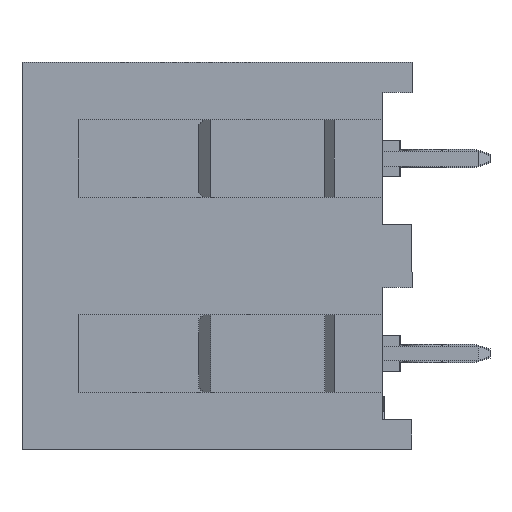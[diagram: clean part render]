
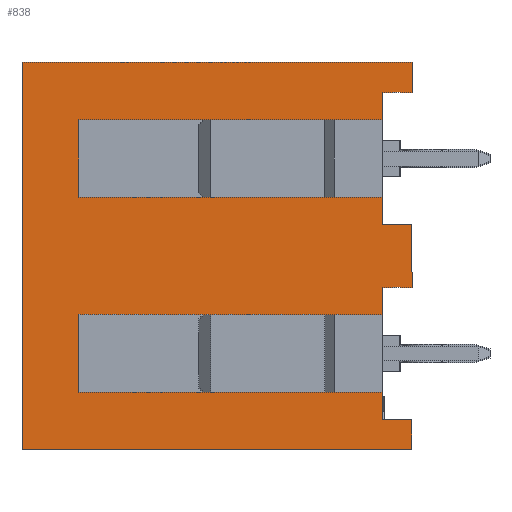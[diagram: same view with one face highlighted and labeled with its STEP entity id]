
A CAD part, left-side view. The second image highlights one B-rep face of the part: STEP entity #838.
In plain terms, the highlighted planar face has unit normal (-1, 0, 0).
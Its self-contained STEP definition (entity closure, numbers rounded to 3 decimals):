
#254=FACE_OUTER_BOUND('',#2069,.T.);
#838=ADVANCED_FACE('',(#254),#1436,.T.);
#1436=PLANE('',#11403);
#2069=EDGE_LOOP('',(#2896,#2897,#2898,#2899,#2900,#2901,#2902,#2903,#2904,
#2905,#2906,#2907,#2908,#2909,#2910,#2911,#2912,#2913,#2914,#2915));
#2896=ORIENTED_EDGE('',*,*,#7046,.F.);
#2897=ORIENTED_EDGE('',*,*,#7047,.T.);
#2898=ORIENTED_EDGE('',*,*,#7048,.T.);
#2899=ORIENTED_EDGE('',*,*,#6900,.T.);
#2900=ORIENTED_EDGE('',*,*,#7049,.F.);
#2901=ORIENTED_EDGE('',*,*,#7050,.F.);
#2902=ORIENTED_EDGE('',*,*,#7051,.F.);
#2903=ORIENTED_EDGE('',*,*,#6896,.T.);
#2904=ORIENTED_EDGE('',*,*,#7052,.F.);
#2905=ORIENTED_EDGE('',*,*,#7053,.T.);
#2906=ORIENTED_EDGE('',*,*,#7054,.T.);
#2907=ORIENTED_EDGE('',*,*,#6892,.T.);
#2908=ORIENTED_EDGE('',*,*,#7055,.F.);
#2909=ORIENTED_EDGE('',*,*,#7056,.F.);
#2910=ORIENTED_EDGE('',*,*,#7057,.F.);
#2911=ORIENTED_EDGE('',*,*,#6888,.T.);
#2912=ORIENTED_EDGE('',*,*,#7058,.F.);
#2913=ORIENTED_EDGE('',*,*,#7059,.T.);
#2914=ORIENTED_EDGE('',*,*,#7030,.T.);
#2915=ORIENTED_EDGE('',*,*,#7060,.T.);
#5864=VERTEX_POINT('',#14969);
#5865=VERTEX_POINT('',#14971);
#5868=VERTEX_POINT('',#14977);
#5869=VERTEX_POINT('',#14979);
#5872=VERTEX_POINT('',#14985);
#5873=VERTEX_POINT('',#14987);
#5876=VERTEX_POINT('',#14993);
#5877=VERTEX_POINT('',#14995);
#5994=VERTEX_POINT('',#15252);
#5995=VERTEX_POINT('',#15253);
#6008=VERTEX_POINT('',#15283);
#6009=VERTEX_POINT('',#15284);
#6010=VERTEX_POINT('',#15286);
#6011=VERTEX_POINT('',#15289);
#6012=VERTEX_POINT('',#15291);
#6013=VERTEX_POINT('',#15294);
#6014=VERTEX_POINT('',#15296);
#6015=VERTEX_POINT('',#15299);
#6016=VERTEX_POINT('',#15301);
#6017=VERTEX_POINT('',#15304);
#6888=EDGE_CURVE('',#5865,#5864,#8458,.T.);
#6892=EDGE_CURVE('',#5869,#5868,#8462,.T.);
#6896=EDGE_CURVE('',#5873,#5872,#8466,.T.);
#6900=EDGE_CURVE('',#5877,#5876,#8470,.T.);
#7030=EDGE_CURVE('',#5994,#5995,#8600,.T.);
#7046=EDGE_CURVE('',#6008,#6009,#8616,.T.);
#7047=EDGE_CURVE('',#6008,#6010,#8617,.T.);
#7048=EDGE_CURVE('',#6010,#5877,#8618,.T.);
#7049=EDGE_CURVE('',#6011,#5876,#8619,.T.);
#7050=EDGE_CURVE('',#6012,#6011,#8620,.T.);
#7051=EDGE_CURVE('',#5873,#6012,#8621,.T.);
#7052=EDGE_CURVE('',#6013,#5872,#8622,.T.);
#7053=EDGE_CURVE('',#6013,#6014,#8623,.T.);
#7054=EDGE_CURVE('',#6014,#5869,#8624,.T.);
#7055=EDGE_CURVE('',#6015,#5868,#8625,.T.);
#7056=EDGE_CURVE('',#6016,#6015,#8626,.T.);
#7057=EDGE_CURVE('',#5865,#6016,#8627,.T.);
#7058=EDGE_CURVE('',#6017,#5864,#8628,.T.);
#7059=EDGE_CURVE('',#6017,#5994,#8629,.T.);
#7060=EDGE_CURVE('',#5995,#6009,#8630,.T.);
#8458=LINE('',#14970,#9944);
#8462=LINE('',#14978,#9948);
#8466=LINE('',#14986,#9952);
#8470=LINE('',#14994,#9956);
#8600=LINE('',#15251,#10086);
#8616=LINE('',#15282,#10102);
#8617=LINE('',#15285,#10103);
#8618=LINE('',#15287,#10104);
#8619=LINE('',#15288,#10105);
#8620=LINE('',#15290,#10106);
#8621=LINE('',#15292,#10107);
#8622=LINE('',#15293,#10108);
#8623=LINE('',#15295,#10109);
#8624=LINE('',#15297,#10110);
#8625=LINE('',#15298,#10111);
#8626=LINE('',#15300,#10112);
#8627=LINE('',#15302,#10113);
#8628=LINE('',#15303,#10114);
#8629=LINE('',#15305,#10115);
#8630=LINE('',#15306,#10116);
#9944=VECTOR('',#12103,1.);
#9948=VECTOR('',#12107,1.);
#9952=VECTOR('',#12111,1.);
#9956=VECTOR('',#12115,1.);
#10086=VECTOR('',#12265,1.);
#10102=VECTOR('',#12283,1.);
#10103=VECTOR('',#12284,1.);
#10104=VECTOR('',#12285,1.);
#10105=VECTOR('',#12286,1.);
#10106=VECTOR('',#12287,1.);
#10107=VECTOR('',#12288,1.);
#10108=VECTOR('',#12289,1.);
#10109=VECTOR('',#12290,1.);
#10110=VECTOR('',#12291,1.);
#10111=VECTOR('',#12292,1.);
#10112=VECTOR('',#12293,1.);
#10113=VECTOR('',#12294,1.);
#10114=VECTOR('',#12295,1.);
#10115=VECTOR('',#12296,1.);
#10116=VECTOR('',#12297,1.);
#11403=AXIS2_PLACEMENT_3D('',#15307,#12298,#12299);
#12103=DIRECTION('',(0.,0.,1.));
#12107=DIRECTION('',(0.,0.,1.));
#12111=DIRECTION('',(0.,0.,1.));
#12115=DIRECTION('',(0.,0.,1.));
#12265=DIRECTION('',(0.,1.,0.));
#12283=DIRECTION('',(0.,1.,0.));
#12284=DIRECTION('',(0.,0.,1.));
#12285=DIRECTION('',(0.,1.,0.));
#12286=DIRECTION('',(0.,-1.,0.));
#12287=DIRECTION('',(0.,0.,-1.));
#12288=DIRECTION('',(0.,1.,0.));
#12289=DIRECTION('',(0.,1.,0.));
#12290=DIRECTION('',(0.,0.,1.));
#12291=DIRECTION('',(0.,1.,0.));
#12292=DIRECTION('',(0.,-1.,0.));
#12293=DIRECTION('',(0.,0.,-1.));
#12294=DIRECTION('',(0.,1.,0.));
#12295=DIRECTION('',(0.,1.,0.));
#12296=DIRECTION('',(0.,0.,1.));
#12297=DIRECTION('',(0.,0.,-1.));
#12298=DIRECTION('',(-1.,0.,0.));
#12299=DIRECTION('',(0.,1.,0.));
#14969=CARTESIAN_POINT('',(0.,0.,11.9));
#14970=CARTESIAN_POINT('',(0.,0.,9.7));
#14971=CARTESIAN_POINT('',(0.,0.,11.));
#14977=CARTESIAN_POINT('',(0.,0.,8.4));
#14978=CARTESIAN_POINT('',(0.,0.,3.2));
#14979=CARTESIAN_POINT('',(0.,0.,7.5));
#14985=CARTESIAN_POINT('',(0.,0.,5.4));
#14986=CARTESIAN_POINT('',(0.,0.,3.2));
#14987=CARTESIAN_POINT('',(0.,0.,4.5));
#14993=CARTESIAN_POINT('',(0.,0.,1.9));
#14994=CARTESIAN_POINT('',(0.,0.,9.7));
#14995=CARTESIAN_POINT('',(0.,0.,1.));
#15251=CARTESIAN_POINT('',(0.,0.,12.9));
#15252=CARTESIAN_POINT('',(0.,-1.,12.9));
#15253=CARTESIAN_POINT('',(0.,12.,12.9));
#15282=CARTESIAN_POINT('',(0.,0.,0.));
#15283=CARTESIAN_POINT('',(0.,-1.,0.));
#15284=CARTESIAN_POINT('',(0.,12.,0.));
#15285=CARTESIAN_POINT('',(0.,-1.,0.5));
#15286=CARTESIAN_POINT('',(0.,-1.,1.));
#15287=CARTESIAN_POINT('',(0.,-1.,1.));
#15288=CARTESIAN_POINT('',(0.,5.05,1.9));
#15289=CARTESIAN_POINT('',(0.,10.1,1.9));
#15290=CARTESIAN_POINT('',(0.,10.1,4.5));
#15291=CARTESIAN_POINT('',(0.,10.1,4.5));
#15292=CARTESIAN_POINT('',(0.,5.05,4.5));
#15293=CARTESIAN_POINT('',(0.,-1.,5.4));
#15294=CARTESIAN_POINT('',(0.,-1.,5.4));
#15295=CARTESIAN_POINT('',(0.,-1.,6.95));
#15296=CARTESIAN_POINT('',(0.,-1.,7.5));
#15297=CARTESIAN_POINT('',(0.,-1.,7.5));
#15298=CARTESIAN_POINT('',(0.,5.05,8.4));
#15299=CARTESIAN_POINT('',(0.,10.1,8.4));
#15300=CARTESIAN_POINT('',(0.,10.1,11.));
#15301=CARTESIAN_POINT('',(0.,10.1,11.));
#15302=CARTESIAN_POINT('',(0.,5.05,11.));
#15303=CARTESIAN_POINT('',(0.,-1.,11.9));
#15304=CARTESIAN_POINT('',(0.,-1.,11.9));
#15305=CARTESIAN_POINT('',(0.,-1.,12.4));
#15306=CARTESIAN_POINT('',(0.,12.,9.7));
#15307=CARTESIAN_POINT('',(0.,0.,9.7));
